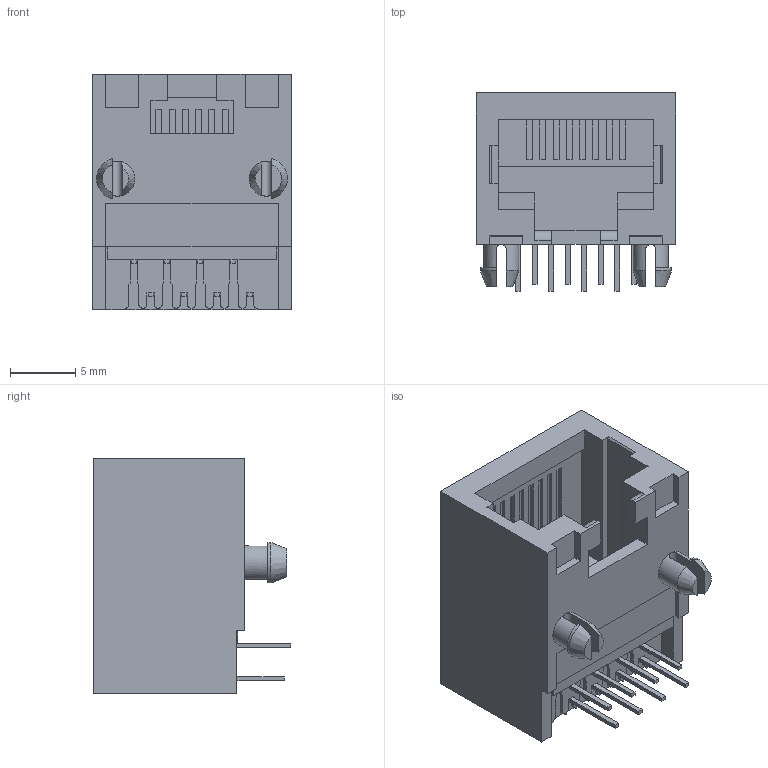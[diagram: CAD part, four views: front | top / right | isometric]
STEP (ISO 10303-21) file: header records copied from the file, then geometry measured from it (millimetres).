
FILE_DESCRIPTION(('FreeCAD Model'),'2;1');
FILE_NAME('Open CASCADE Shape Model','2024-03-23T21:15:45',(''),(''), 'Open CASCADE STEP processor 7.6','Ondsel','Unknown');
FILE_SCHEMA(('AUTOMOTIVE_DESIGN { 1 0 10303 214 1 1 1 1 }'));
Length unit declared in the file: millimetre
Products named in the file (2): 432028104; SOLID
Assembly tree (1 placements, depth 2):
  432028104
    SOLID
Bounding box: 15.24 x 15.14 x 18.03 mm (x, y, z)
Volume: 1923 mm3; surface area: 2028.8 mm2
Topology: 1 solids, 1 shells, 267 faces, 767 edges, 504 vertices
Faces by surface type: plane 236, cylinder 27, cone 4
Entity records: 10378 total; most frequent: CARTESIAN_POINT 1612, ORIENTED_EDGE 1534, DIRECTION 1345, EDGE_CURVE 767, LINE 695, VECTOR 695, VERTEX_POINT 504, AXIS2_PLACEMENT_3D 325
